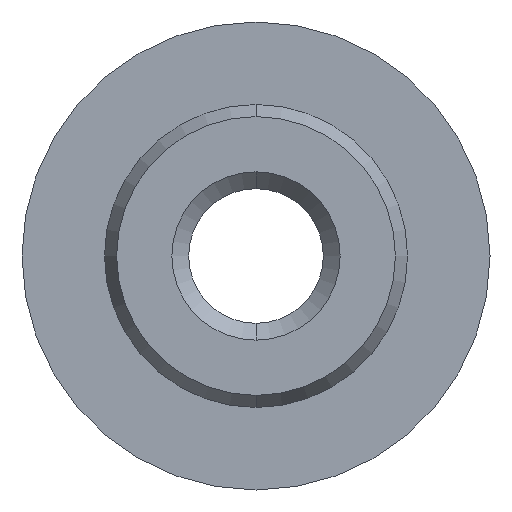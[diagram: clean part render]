
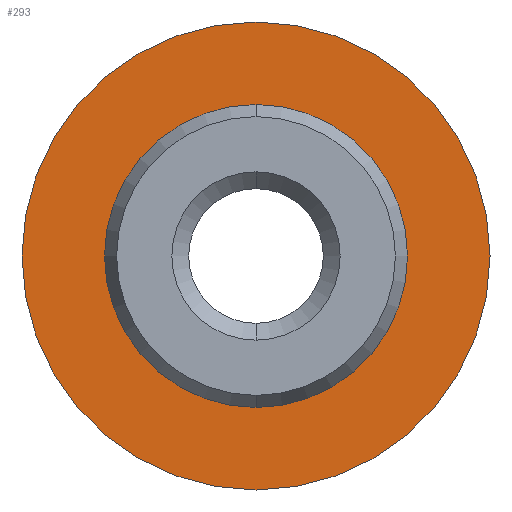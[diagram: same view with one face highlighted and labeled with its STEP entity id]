
A CAD part, front view. The second image highlights one B-rep face of the part: STEP entity #293.
In plain terms, the highlighted planar face has unit normal (0, -1, 0).
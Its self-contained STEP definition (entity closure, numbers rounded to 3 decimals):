
#9 = ORIENTED_EDGE ( 'NONE', *, *, #152, .T. ) ;
#21 = ORIENTED_EDGE ( 'NONE', *, *, #406, .F. ) ;
#28 = DIRECTION ( 'NONE',  ( 0., 1., 0. ) ) ;
#32 = DIRECTION ( 'NONE',  ( 0., 1., 0. ) ) ;
#70 = PLANE ( 'NONE',  #469 ) ;
#86 = DIRECTION ( 'NONE',  ( 0., 1., 0. ) ) ;
#89 = VERTEX_POINT ( 'NONE', #519 ) ;
#92 = CIRCLE ( 'NONE', #123, 1.8 ) ;
#97 = CARTESIAN_POINT ( 'NONE',  ( 0., 0., 0. ) ) ;
#108 = FACE_BOUND ( 'NONE', #243, .T. ) ;
#123 = AXIS2_PLACEMENT_3D ( 'NONE', #97, #254, #383 ) ;
#152 = EDGE_CURVE ( 'NONE', #174, #89, #255, .T. ) ;
#173 = AXIS2_PLACEMENT_3D ( 'NONE', #408, #327, #274 ) ;
#174 = VERTEX_POINT ( 'NONE', #483 ) ;
#185 = EDGE_CURVE ( 'NONE', #435, #235, #372, .T. ) ;
#190 = DIRECTION ( 'NONE',  ( 0., 0., 1. ) ) ;
#198 = DIRECTION ( 'NONE',  ( 0., 0., 1. ) ) ;
#202 = CARTESIAN_POINT ( 'NONE',  ( 0., 0., 2.78 ) ) ;
#215 = FACE_OUTER_BOUND ( 'NONE', #378, .T. ) ;
#231 = CIRCLE ( 'NONE', #424, 2.78 ) ;
#235 = VERTEX_POINT ( 'NONE', #202 ) ;
#243 = EDGE_LOOP ( 'NONE', ( #9, #328 ) ) ;
#254 = DIRECTION ( 'NONE',  ( 0., 1., 0. ) ) ;
#255 = CIRCLE ( 'NONE', #173, 1.8 ) ;
#274 = DIRECTION ( 'NONE',  ( 0., 0., 1. ) ) ;
#276 = ORIENTED_EDGE ( 'NONE', *, *, #185, .F. ) ;
#293 = ADVANCED_FACE ( 'NONE', ( #215, #108 ), #70, .F. ) ;
#327 = DIRECTION ( 'NONE',  ( 0., 1., 0. ) ) ;
#328 = ORIENTED_EDGE ( 'NONE', *, *, #453, .T. ) ;
#370 = DIRECTION ( 'NONE',  ( 0., 0., 1. ) ) ;
#372 = CIRCLE ( 'NONE', #480, 2.78 ) ;
#376 = CARTESIAN_POINT ( 'NONE',  ( 0., 0., 0. ) ) ;
#378 = EDGE_LOOP ( 'NONE', ( #21, #276 ) ) ;
#383 = DIRECTION ( 'NONE',  ( 0., 0., 1. ) ) ;
#406 = EDGE_CURVE ( 'NONE', #235, #435, #231, .T. ) ;
#408 = CARTESIAN_POINT ( 'NONE',  ( 0., 0., 0. ) ) ;
#424 = AXIS2_PLACEMENT_3D ( 'NONE', #376, #86, #198 ) ;
#435 = VERTEX_POINT ( 'NONE', #456 ) ;
#442 = CARTESIAN_POINT ( 'NONE',  ( 0., 0., 0. ) ) ;
#453 = EDGE_CURVE ( 'NONE', #89, #174, #92, .T. ) ;
#456 = CARTESIAN_POINT ( 'NONE',  ( 0., 0., -2.78 ) ) ;
#469 = AXIS2_PLACEMENT_3D ( 'NONE', #482, #28, #190 ) ;
#480 = AXIS2_PLACEMENT_3D ( 'NONE', #442, #32, #370 ) ;
#482 = CARTESIAN_POINT ( 'NONE',  ( 1.8, 0., 0. ) ) ;
#483 = CARTESIAN_POINT ( 'NONE',  ( 0., 0., 1.8 ) ) ;
#519 = CARTESIAN_POINT ( 'NONE',  ( 0., 0., -1.8 ) ) ;
